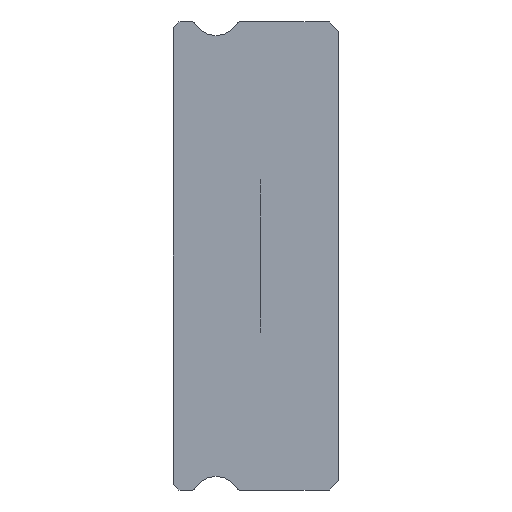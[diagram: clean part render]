
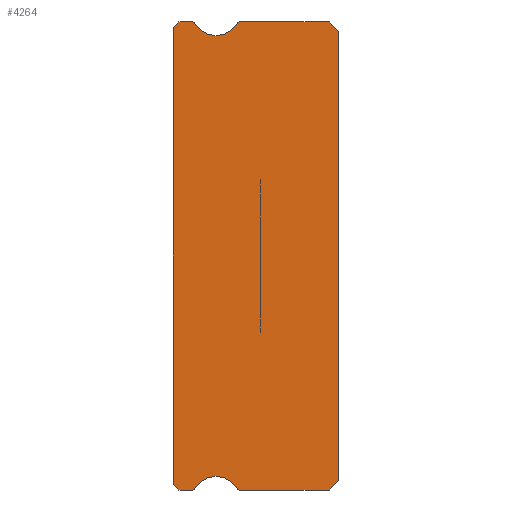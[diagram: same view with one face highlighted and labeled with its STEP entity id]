
A CAD part, left-side view. The second image highlights one B-rep face of the part: STEP entity #4264.
In plain terms, the highlighted planar face has unit normal (-1, 0, 0).
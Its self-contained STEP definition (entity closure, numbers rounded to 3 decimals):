
#93 = EDGE_CURVE ( 'NONE', #2997, #1825, #4139, .T. ) ;
#201 = CARTESIAN_POINT ( 'NONE',  ( -5., 5.088, 12. ) ) ;
#230 = CARTESIAN_POINT ( 'NONE',  ( -5., 0.5, 12. ) ) ;
#250 = AXIS2_PLACEMENT_3D ( 'NONE', #2656, #991, #1391 ) ;
#251 = CARTESIAN_POINT ( 'NONE',  ( -5., 8.5, 11.85 ) ) ;
#288 = LINE ( 'NONE', #768, #609 ) ;
#312 = CARTESIAN_POINT ( 'NONE',  ( -5., 7.512, 11.85 ) ) ;
#329 = ORIENTED_EDGE ( 'NONE', *, *, #3862, .T. ) ;
#356 = EDGE_LOOP ( 'NONE', ( #5246, #468, #4270, #2668, #2964, #5423, #1268, #3527, #2433, #3759, #3702, #2476, #2635, #5179, #845, #329, #1939 ) ) ;
#384 = CARTESIAN_POINT ( 'NONE',  ( -5., 5.217, 11.925 ) ) ;
#410 = CARTESIAN_POINT ( 'NONE',  ( -5., 8.2, 12. ) ) ;
#458 = DIRECTION ( 'NONE',  ( 0., 0., 1. ) ) ;
#468 = ORIENTED_EDGE ( 'NONE', *, *, #3383, .T. ) ;
#548 = VERTEX_POINT ( 'NONE', #2868 ) ;
#563 = CARTESIAN_POINT ( 'NONE',  ( -5., 0.5, 12. ) ) ;
#609 = VECTOR ( 'NONE', #3664, 1000. ) ;
#722 = DIRECTION ( 'NONE',  ( 0., 0., -1. ) ) ;
#725 = LINE ( 'NONE', #251, #3718 ) ;
#768 = CARTESIAN_POINT ( 'NONE',  ( -5., 8.2, -12. ) ) ;
#793 = CIRCLE ( 'NONE', #250, 1.25 ) ;
#824 = CARTESIAN_POINT ( 'NONE',  ( -5., 5.217, -11.925 ) ) ;
#845 = ORIENTED_EDGE ( 'NONE', *, *, #93, .F. ) ;
#913 = EDGE_CURVE ( 'NONE', #1670, #2823, #3528, .T. ) ;
#990 = EDGE_CURVE ( 'NONE', #2564, #4615, #4322, .T. ) ;
#991 = DIRECTION ( 'NONE',  ( -1., 0., 0. ) ) ;
#1085 = EDGE_CURVE ( 'NONE', #4615, #2603, #5017, .T. ) ;
#1170 = CARTESIAN_POINT ( 'NONE',  ( -5., 7.512, 11.85 ) ) ;
#1187 = CARTESIAN_POINT ( 'NONE',  ( -5., 0., -11.5 ) ) ;
#1268 = ORIENTED_EDGE ( 'NONE', *, *, #5231, .F. ) ;
#1279 = CIRCLE ( 'NONE', #2077, 0.15 ) ;
#1336 = CARTESIAN_POINT ( 'NONE',  ( -5., 7.383, -11.925 ) ) ;
#1353 = DIRECTION ( 'NONE',  ( 0., 1., 0. ) ) ;
#1390 = DIRECTION ( 'NONE',  ( 0., 0., -1. ) ) ;
#1391 = DIRECTION ( 'NONE',  ( 0., 0., -1. ) ) ;
#1451 = CARTESIAN_POINT ( 'NONE',  ( -5., 6.3, 11.3 ) ) ;
#1455 = VECTOR ( 'NONE', #4841, 1000. ) ;
#1458 = EDGE_CURVE ( 'NONE', #2723, #3100, #4732, .T. ) ;
#1482 = CARTESIAN_POINT ( 'NONE',  ( -5., 7.512, -12. ) ) ;
#1661 = EDGE_CURVE ( 'NONE', #2723, #548, #2880, .T. ) ;
#1670 = VERTEX_POINT ( 'NONE', #3343 ) ;
#1709 = AXIS2_PLACEMENT_3D ( 'NONE', #1970, #1996, #722 ) ;
#1825 = VERTEX_POINT ( 'NONE', #2169 ) ;
#1845 = DIRECTION ( 'NONE',  ( 0., 0., -1. ) ) ;
#1864 = VECTOR ( 'NONE', #5437, 1000. ) ;
#1939 = ORIENTED_EDGE ( 'NONE', *, *, #2919, .T. ) ;
#1970 = CARTESIAN_POINT ( 'NONE',  ( -5., 5.088, -11.85 ) ) ;
#1996 = DIRECTION ( 'NONE',  ( 1., 0., 0. ) ) ;
#2077 = AXIS2_PLACEMENT_3D ( 'NONE', #3719, #3332, #2413 ) ;
#2152 = CARTESIAN_POINT ( 'NONE',  ( -5., 7.512, -12. ) ) ;
#2169 = CARTESIAN_POINT ( 'NONE',  ( -5., 7.383, 11.925 ) ) ;
#2182 = AXIS2_PLACEMENT_3D ( 'NONE', #5228, #3084, #1390 ) ;
#2202 = VERTEX_POINT ( 'NONE', #4757 ) ;
#2251 = VECTOR ( 'NONE', #1353, 1000. ) ;
#2260 = CARTESIAN_POINT ( 'NONE',  ( -5., 7.512, 12. ) ) ;
#2315 = DIRECTION ( 'NONE',  ( 0., -1., 0. ) ) ;
#2413 = DIRECTION ( 'NONE',  ( 0., 0., -1. ) ) ;
#2433 = ORIENTED_EDGE ( 'NONE', *, *, #1458, .T. ) ;
#2457 = VERTEX_POINT ( 'NONE', #4208 ) ;
#2476 = ORIENTED_EDGE ( 'NONE', *, *, #1085, .F. ) ;
#2538 = CIRCLE ( 'NONE', #2182, 1.25 ) ;
#2560 = EDGE_CURVE ( 'NONE', #1825, #2564, #2538, .T. ) ;
#2564 = VERTEX_POINT ( 'NONE', #1451 ) ;
#2585 = AXIS2_PLACEMENT_3D ( 'NONE', #1170, #3301, #3684 ) ;
#2603 = VERTEX_POINT ( 'NONE', #201 ) ;
#2635 = ORIENTED_EDGE ( 'NONE', *, *, #990, .F. ) ;
#2656 = CARTESIAN_POINT ( 'NONE',  ( -5., 6.3, -12.55 ) ) ;
#2663 = LINE ( 'NONE', #1482, #4985 ) ;
#2668 = ORIENTED_EDGE ( 'NONE', *, *, #5055, .F. ) ;
#2723 = VERTEX_POINT ( 'NONE', #2787 ) ;
#2729 = VECTOR ( 'NONE', #458, 1000. ) ;
#2749 = AXIS2_PLACEMENT_3D ( 'NONE', #4743, #3892, #5087 ) ;
#2787 = CARTESIAN_POINT ( 'NONE',  ( -5., 0., -11.5 ) ) ;
#2823 = VERTEX_POINT ( 'NONE', #824 ) ;
#2868 = CARTESIAN_POINT ( 'NONE',  ( -5., 0.5, -12. ) ) ;
#2880 = LINE ( 'NONE', #1187, #1864 ) ;
#2919 = EDGE_CURVE ( 'NONE', #3149, #2202, #4420, .T. ) ;
#2964 = ORIENTED_EDGE ( 'NONE', *, *, #3216, .F. ) ;
#2997 = VERTEX_POINT ( 'NONE', #3985 ) ;
#3030 = CARTESIAN_POINT ( 'NONE',  ( -5., 8.2, 12. ) ) ;
#3084 = DIRECTION ( 'NONE',  ( -1., 0., 0. ) ) ;
#3098 = VERTEX_POINT ( 'NONE', #1336 ) ;
#3100 = VERTEX_POINT ( 'NONE', #4297 ) ;
#3135 = LINE ( 'NONE', #230, #1455 ) ;
#3149 = VERTEX_POINT ( 'NONE', #3030 ) ;
#3216 = EDGE_CURVE ( 'NONE', #2823, #3098, #793, .T. ) ;
#3301 = DIRECTION ( 'NONE',  ( 1., 0., 0. ) ) ;
#3332 = DIRECTION ( 'NONE',  ( 1., 0., 0. ) ) ;
#3343 = CARTESIAN_POINT ( 'NONE',  ( -5., 5.088, -12. ) ) ;
#3383 = EDGE_CURVE ( 'NONE', #2457, #4940, #288, .T. ) ;
#3521 = CARTESIAN_POINT ( 'NONE',  ( -5., 8.2, -12. ) ) ;
#3527 = ORIENTED_EDGE ( 'NONE', *, *, #1661, .F. ) ;
#3528 = CIRCLE ( 'NONE', #1709, 0.15 ) ;
#3664 = DIRECTION ( 'NONE',  ( 0., -0.707, -0.707 ) ) ;
#3684 = DIRECTION ( 'NONE',  ( 0., 0., -1. ) ) ;
#3702 = ORIENTED_EDGE ( 'NONE', *, *, #4462, .F. ) ;
#3718 = VECTOR ( 'NONE', #4968, 1000. ) ;
#3719 = CARTESIAN_POINT ( 'NONE',  ( -5., 7.512, -11.85 ) ) ;
#3759 = ORIENTED_EDGE ( 'NONE', *, *, #4991, .F. ) ;
#3767 = EDGE_CURVE ( 'NONE', #4940, #4800, #2663, .T. ) ;
#3862 = EDGE_CURVE ( 'NONE', #2997, #3149, #5320, .T. ) ;
#3892 = DIRECTION ( 'NONE',  ( -1., 0., 0. ) ) ;
#3921 = DIRECTION ( 'NONE',  ( 0., -1., 0. ) ) ;
#3985 = CARTESIAN_POINT ( 'NONE',  ( -5., 7.512, 12. ) ) ;
#4139 = CIRCLE ( 'NONE', #4663, 0.15 ) ;
#4208 = CARTESIAN_POINT ( 'NONE',  ( -5., 8.5, -11.7 ) ) ;
#4215 = CARTESIAN_POINT ( 'NONE',  ( -5., 0., 11.5 ) ) ;
#4230 = LINE ( 'NONE', #2152, #2251 ) ;
#4232 = AXIS2_PLACEMENT_3D ( 'NONE', #4357, #4771, #1845 ) ;
#4264 = ADVANCED_FACE ( 'NONE', ( #4912 ), #5307, .F. ) ;
#4270 = ORIENTED_EDGE ( 'NONE', *, *, #3767, .T. ) ;
#4278 = EDGE_CURVE ( 'NONE', #2457, #2202, #725, .T. ) ;
#4297 = CARTESIAN_POINT ( 'NONE',  ( -5., 0., 11.5 ) ) ;
#4322 = CIRCLE ( 'NONE', #2749, 1.25 ) ;
#4334 = LINE ( 'NONE', #2260, #5026 ) ;
#4357 = CARTESIAN_POINT ( 'NONE',  ( -5., 5.088, 11.85 ) ) ;
#4420 = LINE ( 'NONE', #5299, #5248 ) ;
#4445 = DIRECTION ( 'NONE',  ( 0., 0.707, -0.707 ) ) ;
#4452 = DIRECTION ( 'NONE',  ( 0., 0., -1. ) ) ;
#4462 = EDGE_CURVE ( 'NONE', #2603, #4906, #4334, .T. ) ;
#4482 = DIRECTION ( 'NONE',  ( 1., 0., 0. ) ) ;
#4615 = VERTEX_POINT ( 'NONE', #384 ) ;
#4663 = AXIS2_PLACEMENT_3D ( 'NONE', #312, #4482, #4452 ) ;
#4685 = CARTESIAN_POINT ( 'NONE',  ( -5., 7.512, -12. ) ) ;
#4732 = LINE ( 'NONE', #4215, #2729 ) ;
#4743 = CARTESIAN_POINT ( 'NONE',  ( -5., 6.3, 12.55 ) ) ;
#4757 = CARTESIAN_POINT ( 'NONE',  ( -5., 8.5, 11.7 ) ) ;
#4771 = DIRECTION ( 'NONE',  ( 1., 0., 0. ) ) ;
#4800 = VERTEX_POINT ( 'NONE', #4685 ) ;
#4841 = DIRECTION ( 'NONE',  ( 0., -0.707, -0.707 ) ) ;
#4900 = VECTOR ( 'NONE', #5349, 1000. ) ;
#4906 = VERTEX_POINT ( 'NONE', #563 ) ;
#4912 = FACE_OUTER_BOUND ( 'NONE', #356, .T. ) ;
#4940 = VERTEX_POINT ( 'NONE', #3521 ) ;
#4968 = DIRECTION ( 'NONE',  ( 0., 0., 1. ) ) ;
#4985 = VECTOR ( 'NONE', #2315, 1000. ) ;
#4991 = EDGE_CURVE ( 'NONE', #4906, #3100, #3135, .T. ) ;
#5017 = CIRCLE ( 'NONE', #4232, 0.15 ) ;
#5026 = VECTOR ( 'NONE', #3921, 1000. ) ;
#5055 = EDGE_CURVE ( 'NONE', #3098, #4800, #1279, .T. ) ;
#5087 = DIRECTION ( 'NONE',  ( 0., 0., -1. ) ) ;
#5179 = ORIENTED_EDGE ( 'NONE', *, *, #2560, .F. ) ;
#5228 = CARTESIAN_POINT ( 'NONE',  ( -5., 6.3, 12.55 ) ) ;
#5231 = EDGE_CURVE ( 'NONE', #548, #1670, #4230, .T. ) ;
#5246 = ORIENTED_EDGE ( 'NONE', *, *, #4278, .F. ) ;
#5248 = VECTOR ( 'NONE', #4445, 1000. ) ;
#5299 = CARTESIAN_POINT ( 'NONE',  ( -5., 8.5, 11.7 ) ) ;
#5307 = PLANE ( 'NONE',  #2585 ) ;
#5320 = LINE ( 'NONE', #410, #4900 ) ;
#5349 = DIRECTION ( 'NONE',  ( 0., 1., 0. ) ) ;
#5423 = ORIENTED_EDGE ( 'NONE', *, *, #913, .F. ) ;
#5437 = DIRECTION ( 'NONE',  ( 0., 0.707, -0.707 ) ) ;
